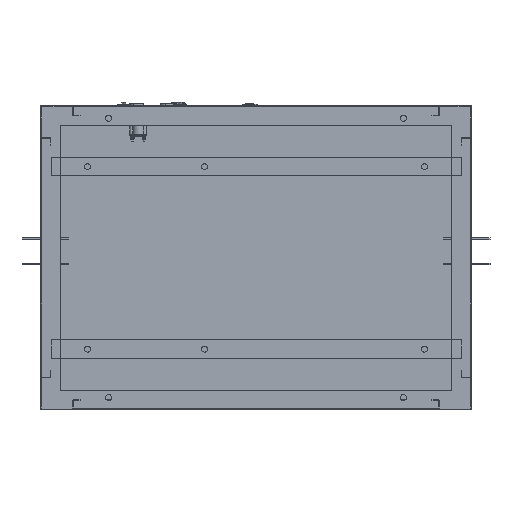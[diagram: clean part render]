
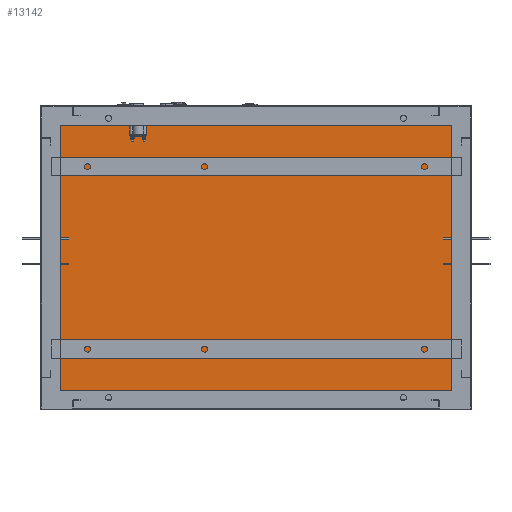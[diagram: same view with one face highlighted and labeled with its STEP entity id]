
A CAD part, front view. The second image highlights one B-rep face of the part: STEP entity #13142.
In plain terms, the highlighted face is planar.
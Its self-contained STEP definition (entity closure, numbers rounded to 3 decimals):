
#6940=FACE_BOUND('',#22919,.T.);
#6941=FACE_BOUND('',#22920,.T.);
#6942=FACE_BOUND('',#22921,.T.);
#6943=FACE_BOUND('',#22922,.T.);
#6944=FACE_BOUND('',#22923,.T.);
#9622=CIRCLE('',#75591,7.5);
#9624=CIRCLE('',#75594,7.5);
#9626=CIRCLE('',#75597,7.5);
#9628=CIRCLE('',#75600,7.5);
#9630=CIRCLE('',#75643,7.5);
#9631=CIRCLE('',#75644,7.5);
#9632=CIRCLE('',#75645,7.5);
#9633=CIRCLE('',#75646,7.5);
#13142=ADVANCED_FACE('NONE',(#6940,#6941,#6942,#6943,#6944),#14973,.T.);
#14973=PLANE('',#75647);
#22919=EDGE_LOOP('',(#41463,#41464,#41465,#41466));
#22920=EDGE_LOOP('',(#41467,#41468));
#22921=EDGE_LOOP('',(#41469,#41470));
#22922=EDGE_LOOP('',(#41471,#41472));
#22923=EDGE_LOOP('',(#41473,#41474));
#41463=ORIENTED_EDGE('',*,*,#57162,.F.);
#41464=ORIENTED_EDGE('',*,*,#57148,.F.);
#41465=ORIENTED_EDGE('',*,*,#57188,.F.);
#41466=ORIENTED_EDGE('',*,*,#57175,.F.);
#41467=ORIENTED_EDGE('',*,*,#57062,.T.);
#41468=ORIENTED_EDGE('',*,*,#57197,.T.);
#41469=ORIENTED_EDGE('',*,*,#57058,.T.);
#41470=ORIENTED_EDGE('',*,*,#57198,.T.);
#41471=ORIENTED_EDGE('',*,*,#57054,.T.);
#41472=ORIENTED_EDGE('',*,*,#57199,.T.);
#41473=ORIENTED_EDGE('',*,*,#57050,.T.);
#41474=ORIENTED_EDGE('',*,*,#57200,.T.);
#47742=VERTEX_POINT('',#126493);
#47744=VERTEX_POINT('',#126496);
#47746=VERTEX_POINT('',#126502);
#47748=VERTEX_POINT('',#126505);
#47750=VERTEX_POINT('',#126511);
#47752=VERTEX_POINT('',#126514);
#47754=VERTEX_POINT('',#126520);
#47756=VERTEX_POINT('',#126523);
#47808=VERTEX_POINT('',#127107);
#47809=VERTEX_POINT('',#127108);
#47816=VERTEX_POINT('',#127236);
#47822=VERTEX_POINT('',#127362);
#57050=EDGE_CURVE('NONE',#47744,#47742,#9622,.T.);
#57054=EDGE_CURVE('NONE',#47748,#47746,#9624,.T.);
#57058=EDGE_CURVE('NONE',#47752,#47750,#9626,.T.);
#57062=EDGE_CURVE('NONE',#47756,#47754,#9628,.T.);
#57148=EDGE_CURVE('NONE',#47808,#47809,#63331,.T.);
#57162=EDGE_CURVE('NONE',#47809,#47816,#63341,.T.);
#57175=EDGE_CURVE('NONE',#47816,#47822,#63350,.T.);
#57188=EDGE_CURVE('NONE',#47822,#47808,#63359,.T.);
#57197=EDGE_CURVE('NONE',#47754,#47756,#9630,.T.);
#57198=EDGE_CURVE('NONE',#47750,#47752,#9631,.T.);
#57199=EDGE_CURVE('NONE',#47746,#47748,#9632,.T.);
#57200=EDGE_CURVE('NONE',#47742,#47744,#9633,.T.);
#63331=LINE('',#127106,#69582);
#63341=LINE('',#127235,#69592);
#63350=LINE('',#127361,#69601);
#63359=LINE('',#127487,#69610);
#69582=VECTOR('',#93595,1.);
#69592=VECTOR('',#93611,1.);
#69601=VECTOR('',#93626,1.);
#69610=VECTOR('',#93641,1.);
#75591=AXIS2_PLACEMENT_3D('',#126495,#93439,#93440);
#75594=AXIS2_PLACEMENT_3D('',#126504,#93447,#93448);
#75597=AXIS2_PLACEMENT_3D('',#126513,#93455,#93456);
#75600=AXIS2_PLACEMENT_3D('',#126522,#93463,#93464);
#75643=AXIS2_PLACEMENT_3D('',#127604,#93650,#93651);
#75644=AXIS2_PLACEMENT_3D('',#127605,#93652,#93653);
#75645=AXIS2_PLACEMENT_3D('',#127606,#93654,#93655);
#75646=AXIS2_PLACEMENT_3D('',#127607,#93656,#93657);
#75647=AXIS2_PLACEMENT_3D('',#127608,#93658,#93659);
#93439=DIRECTION('',(0.,0.,-1.));
#93440=DIRECTION('',(1.,0.,0.));
#93447=DIRECTION('',(0.,0.,-1.));
#93448=DIRECTION('',(-1.,0.,0.));
#93455=DIRECTION('',(0.,0.,-1.));
#93456=DIRECTION('',(1.,0.,0.));
#93463=DIRECTION('',(0.,0.,-1.));
#93464=DIRECTION('',(-1.,0.,0.));
#93595=DIRECTION('',(0.,-1.,0.));
#93611=DIRECTION('',(-1.,0.,0.));
#93626=DIRECTION('',(0.,1.,0.));
#93641=DIRECTION('',(1.,0.,0.));
#93650=DIRECTION('',(0.,0.,-1.));
#93651=DIRECTION('',(-1.,0.,0.));
#93652=DIRECTION('',(0.,0.,-1.));
#93653=DIRECTION('',(1.,0.,0.));
#93654=DIRECTION('',(0.,0.,-1.));
#93655=DIRECTION('',(-1.,0.,0.));
#93656=DIRECTION('',(0.,0.,-1.));
#93657=DIRECTION('',(1.,0.,0.));
#93658=DIRECTION('',(0.,0.,1.));
#93659=DIRECTION('',(1.,0.,0.));
#126493=CARTESIAN_POINT('',(-427.5,300.,0.));
#126495=CARTESIAN_POINT('',(-435.,300.,0.));
#126496=CARTESIAN_POINT('',(-442.5,300.,0.));
#126502=CARTESIAN_POINT('',(442.5,300.,0.));
#126504=CARTESIAN_POINT('',(435.,300.,0.));
#126505=CARTESIAN_POINT('',(427.5,300.,0.));
#126511=CARTESIAN_POINT('',(442.5,-300.,0.));
#126513=CARTESIAN_POINT('',(435.,-300.,0.));
#126514=CARTESIAN_POINT('',(427.5,-300.,0.));
#126520=CARTESIAN_POINT('',(-427.5,-300.,0.));
#126522=CARTESIAN_POINT('',(-435.,-300.,0.));
#126523=CARTESIAN_POINT('',(-442.5,-300.,0.));
#127106=CARTESIAN_POINT('',(457.8,323.093,0.));
#127107=CARTESIAN_POINT('',(457.8,322.8,0.));
#127108=CARTESIAN_POINT('',(457.8,-322.8,0.));
#127235=CARTESIAN_POINT('',(458.093,-322.8,0.));
#127236=CARTESIAN_POINT('',(-457.8,-322.8,0.));
#127361=CARTESIAN_POINT('',(-457.8,-323.093,0.));
#127362=CARTESIAN_POINT('',(-457.8,322.8,0.));
#127487=CARTESIAN_POINT('',(-458.093,322.8,0.));
#127604=CARTESIAN_POINT('',(-435.,-300.,0.));
#127605=CARTESIAN_POINT('',(435.,-300.,0.));
#127606=CARTESIAN_POINT('',(435.,300.,0.));
#127607=CARTESIAN_POINT('',(-435.,300.,0.));
#127608=CARTESIAN_POINT('',(0.,0.,0.));
